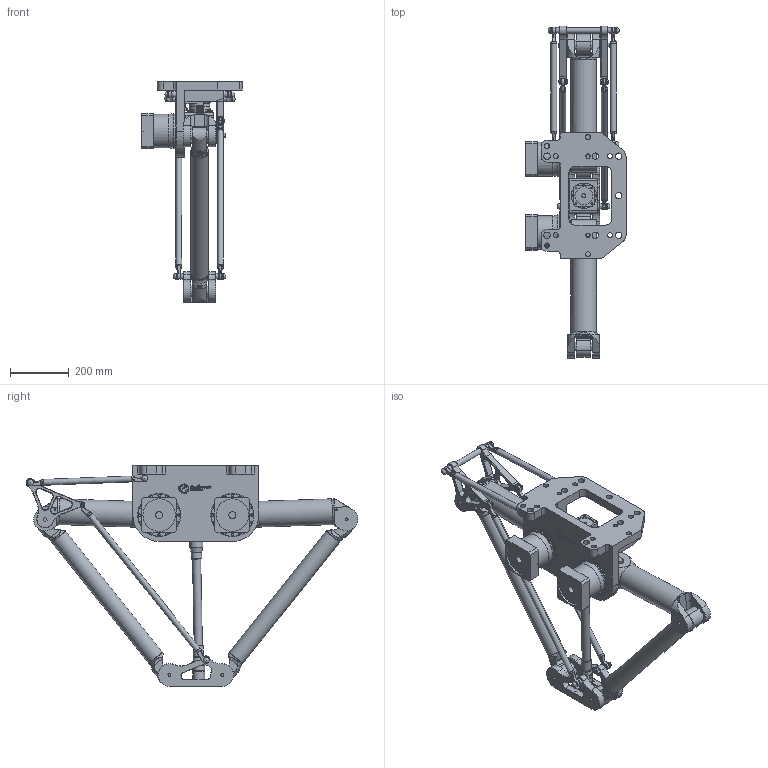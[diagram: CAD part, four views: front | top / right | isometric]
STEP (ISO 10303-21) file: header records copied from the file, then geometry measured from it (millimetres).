
FILE_DESCRIPTION(/* description */ (''),/* implementation_level */ '2;1');
FILE_NAME(/* name */ '3D-model_A_00911-T1.stp',/* time_stamp */ '2022-02-25T08:54:09+01:00',/* author */ ('michael.schutter'),/* organization */ ('Majatronic'),/* preprocessor_version */ 'ST-DEVELOPER v16.5',/* originating_system */ 'Autodesk Inventor 2017',/* authorisation */ '');
FILE_SCHEMA (('AUTOMOTIVE_DESIGN { 1 0 10303 214 3 1 1 }'));
Length unit declared in the file: millimetre
Products named in the file (15): A_00922-T1_DUMMY; MT_WST00065198; MT_WST00055121MT_WST; MT_WST00065780MT_WST; MT_WST00065781MT_WST; MT_WST00065790MT_WST; MT_WST00101308; MT_WST00060925MT_WST; MT_WST00065782MT_WST; MT_WST00065791MT_WST; MT_WST00068491MT_WST; MT_WST00066994MT_WST; MT_WST00068499MT_WST; MT_WST00106863; MT_WST00106864
Assembly tree (18 placements, depth 2):
  A_00922-T1_DUMMY
    MT_WST00065198
    MT_WST00055121MT_WST  x2
    MT_WST00065780MT_WST
    MT_WST00065781MT_WST
    MT_WST00065790MT_WST  x2
    MT_WST00101308
    MT_WST00060925MT_WST
    MT_WST00065791MT_WST  x2
    MT_WST00065782MT_WST  x2
    MT_WST00068491MT_WST
    MT_WST00066994MT_WST
    MT_WST00068499MT_WST
    MT_WST00106863
    MT_WST00106864
Bounding box: 342 x 1133.41 x 756 mm (x, y, z)
Volume: 21036513.6 mm3; surface area: 1906933.9 mm2
Topology: 19 solids, 20 shells, 2277 faces, 5202 edges, 3309 vertices
Faces by surface type: plane 1077, cylinder 738, cone 330, torus 96, bspline 26, sphere 10
Full cylindrical faces by diameter (mm): 4 x16, 4.134 x38, 4.35 x8, 4.917 x16, 5 x32, 6 x1, 6.647 x6, 7 x16, 8 x2, 8.2 x24, 8.5 x32, 10 x36, 10.106 x1, 12 x5, 13 x24, 14 x2, 15 x5, 17.294 x8, 18 x16, 19.98 x8, 20 x27, 22 x7, 24 x2, 25 x2, 28 x1, 32 x8, 33 x1, 35 x1, 40 x8, 44 x2
Entity records: 55707 total; most frequent: CARTESIAN_POINT 13337, DIRECTION 8918, ORIENTED_EDGE 7510, EDGE_CURVE 3754, AXIS2_PLACEMENT_3D 3432, EDGE_LOOP 2655, VERTEX_POINT 2649, LINE 2054
